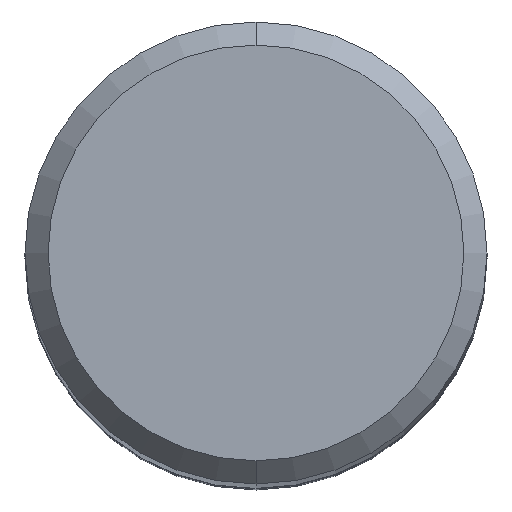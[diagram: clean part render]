
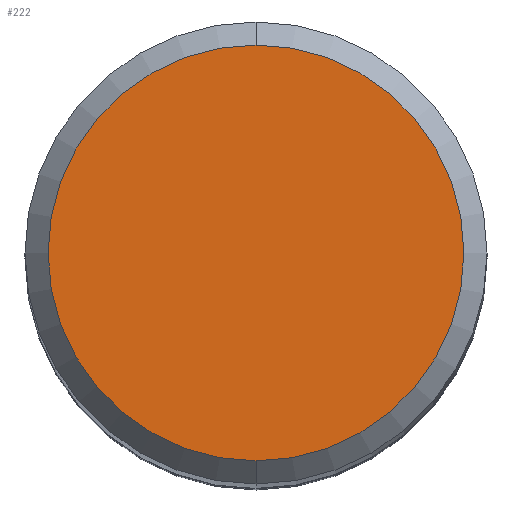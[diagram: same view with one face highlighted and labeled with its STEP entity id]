
A CAD part, top view. The second image highlights one B-rep face of the part: STEP entity #222.
In plain terms, the highlighted planar face has unit normal (0, 0, 1).
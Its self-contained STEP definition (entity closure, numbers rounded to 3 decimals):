
#152=VERTEX_POINT('',#345);
#222=ADVANCED_FACE('',(#426),#427,.T.);
#234=VERTEX_POINT('',#441);
#242=EDGE_CURVE('',#234,#152,#449,.T.);
#268=EDGE_CURVE('',#152,#234,#479,.T.);
#345=CARTESIAN_POINT('',(0.,-3.6,0.01));
#426=FACE_OUTER_BOUND('',#665,.T.);
#427=PLANE('',#666);
#441=CARTESIAN_POINT('',(0.0,3.6,0.01));
#449=CIRCLE('',#693,3.6);
#479=CIRCLE('',#731,3.6);
#665=EDGE_LOOP('',(#913,#914));
#666=AXIS2_PLACEMENT_3D('',#915,#916,#917);
#693=AXIS2_PLACEMENT_3D('',#940,#941,#942);
#731=AXIS2_PLACEMENT_3D('',#985,#986,#987);
#913=ORIENTED_EDGE('',*,*,#242,.F.);
#914=ORIENTED_EDGE('',*,*,#268,.F.);
#915=CARTESIAN_POINT('',(0.0,1.8,0.01));
#916=DIRECTION('',(-0.0,0.0,1.0));
#917=DIRECTION('',(0.0,-1.0,0.0));
#940=CARTESIAN_POINT('',(0.0,0.0,0.01));
#941=DIRECTION('',(0.0,0.0,-1.0));
#942=DIRECTION('',(0.0,1.0,0.0));
#985=CARTESIAN_POINT('',(0.0,0.0,0.01));
#986=DIRECTION('',(0.0,0.0,-1.0));
#987=DIRECTION('',(0.0,1.0,0.0));
